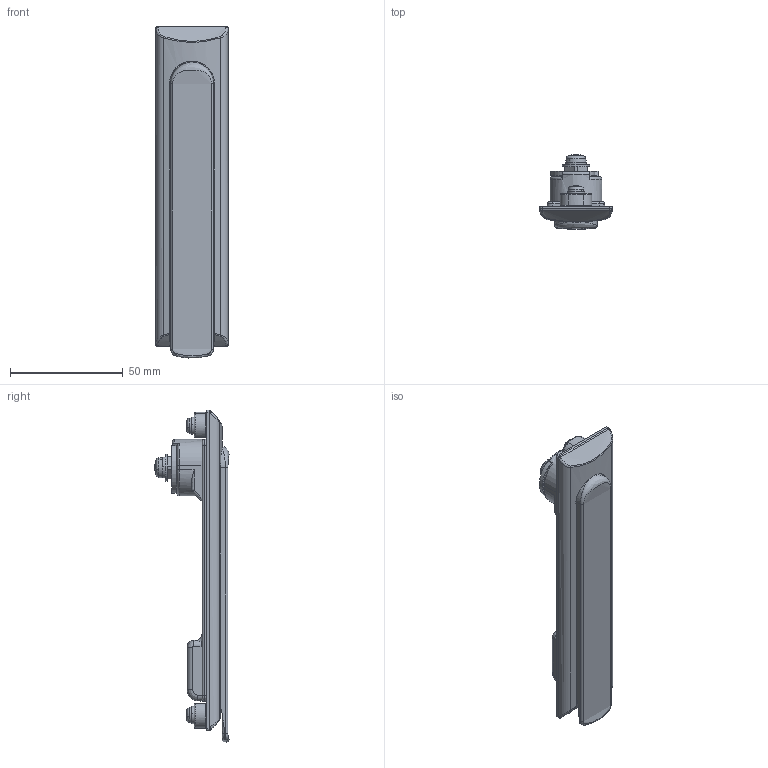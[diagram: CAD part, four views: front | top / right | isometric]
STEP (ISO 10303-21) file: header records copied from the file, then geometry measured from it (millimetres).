
FILE_DESCRIPTION((''),'2;1');
FILE_NAME('','2005-10-12T12:31:05',(''),(''),'','CADfix','');
FILE_SCHEMA(('AUTOMOTIVE_DESIGN'));
Length unit declared in the file: millimetre
Products named in the file (9): screw_A; bracket; shaft_B; shaft_A; screw_B; handle; control_cam; base; THA_506_1_4914_36
Assembly tree (10 placements, depth 2):
  THA_506_1_4914_36
    screw_A  x2
    bracket  x2
    shaft_B
    shaft_A
    screw_B
    handle
    control_cam
    base
Bounding box: 32 x 32.84 x 146.96 mm (x, y, z)
Volume: 40837.5 mm3; surface area: 28254.2 mm2
Topology: 10 solids, 10 shells, 388 faces, 1076 edges, 716 vertices
Faces by surface type: bspline 388
Entity records: 13826 total; most frequent: CARTESIAN_POINT 8366, ORIENTED_EDGE 1900, EDGE_CURVE 950, VERTEX_POINT 634, QUASI_UNIFORM_CURVE 413, EDGE_LOOP 372, FACE_OUTER_BOUND 346, ADVANCED_FACE 346
